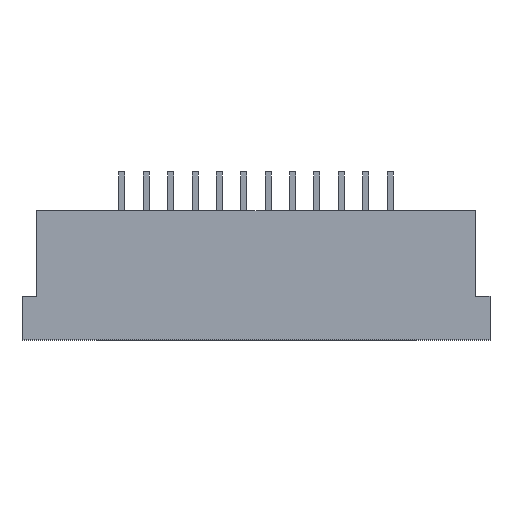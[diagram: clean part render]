
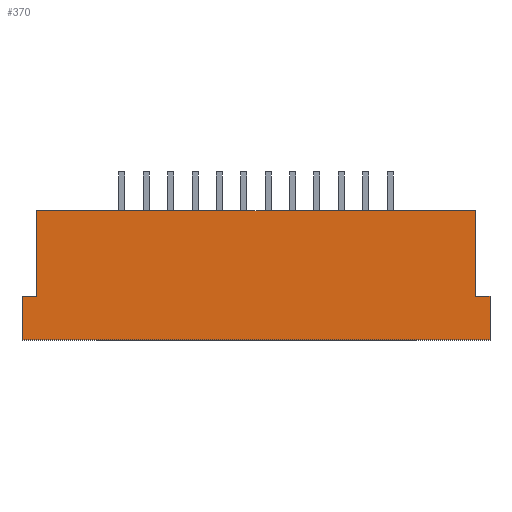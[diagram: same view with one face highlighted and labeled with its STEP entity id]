
A CAD part, top view. The second image highlights one B-rep face of the part: STEP entity #370.
In plain terms, the highlighted planar face has unit normal (0, 0, 1).
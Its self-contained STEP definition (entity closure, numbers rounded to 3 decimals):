
#32 = VERTEX_POINT('',#33);
#33 = CARTESIAN_POINT('',(-9.6,-4.3,2.5));
#39 = EDGE_CURVE('',#32,#40,#42,.T.);
#40 = VERTEX_POINT('',#41);
#41 = CARTESIAN_POINT('',(-9.6,-6.1,2.5));
#42 = LINE('',#43,#44);
#43 = CARTESIAN_POINT('',(-9.6,-0.8,2.5));
#44 = VECTOR('',#45,1.);
#45 = DIRECTION('',(0.,-1.,0.));
#317 = EDGE_CURVE('',#40,#318,#320,.T.);
#318 = VERTEX_POINT('',#319);
#319 = CARTESIAN_POINT('',(9.6,-6.1,2.5));
#320 = LINE('',#321,#322);
#321 = CARTESIAN_POINT('',(-9.6,-6.1,2.5));
#322 = VECTOR('',#323,1.);
#323 = DIRECTION('',(1.,0.,0.));
#370 = ADVANCED_FACE('',(#371),#421,.T.);
#371 = FACE_BOUND('',#372,.T.);
#372 = EDGE_LOOP('',(#373,#383,#389,#390,#391,#399,#407,#415));
#373 = ORIENTED_EDGE('',*,*,#374,.T.);
#374 = EDGE_CURVE('',#375,#377,#379,.T.);
#375 = VERTEX_POINT('',#376);
#376 = CARTESIAN_POINT('',(-9.,-0.8,2.5));
#377 = VERTEX_POINT('',#378);
#378 = CARTESIAN_POINT('',(-9.,-4.3,2.5));
#379 = LINE('',#380,#381);
#380 = CARTESIAN_POINT('',(-9.,-3.875,2.5));
#381 = VECTOR('',#382,1.);
#382 = DIRECTION('',(0.,-1.,0.));
#383 = ORIENTED_EDGE('',*,*,#384,.T.);
#384 = EDGE_CURVE('',#377,#32,#385,.T.);
#385 = LINE('',#386,#387);
#386 = CARTESIAN_POINT('',(-4.8,-4.3,2.5));
#387 = VECTOR('',#388,1.);
#388 = DIRECTION('',(-1.,0.,0.));
#389 = ORIENTED_EDGE('',*,*,#39,.T.);
#390 = ORIENTED_EDGE('',*,*,#317,.T.);
#391 = ORIENTED_EDGE('',*,*,#392,.T.);
#392 = EDGE_CURVE('',#318,#393,#395,.T.);
#393 = VERTEX_POINT('',#394);
#394 = CARTESIAN_POINT('',(9.6,-4.3,2.5));
#395 = LINE('',#396,#397);
#396 = CARTESIAN_POINT('',(9.6,-6.1,2.5));
#397 = VECTOR('',#398,1.);
#398 = DIRECTION('',(0.,1.,0.));
#399 = ORIENTED_EDGE('',*,*,#400,.F.);
#400 = EDGE_CURVE('',#401,#393,#403,.T.);
#401 = VERTEX_POINT('',#402);
#402 = CARTESIAN_POINT('',(9.,-4.3,2.5));
#403 = LINE('',#404,#405);
#404 = CARTESIAN_POINT('',(4.8,-4.3,2.5));
#405 = VECTOR('',#406,1.);
#406 = DIRECTION('',(1.,0.,0.));
#407 = ORIENTED_EDGE('',*,*,#408,.F.);
#408 = EDGE_CURVE('',#409,#401,#411,.T.);
#409 = VERTEX_POINT('',#410);
#410 = CARTESIAN_POINT('',(9.,-0.8,2.5));
#411 = LINE('',#412,#413);
#412 = CARTESIAN_POINT('',(9.,-3.875,2.5));
#413 = VECTOR('',#414,1.);
#414 = DIRECTION('',(0.,-1.,0.));
#415 = ORIENTED_EDGE('',*,*,#416,.T.);
#416 = EDGE_CURVE('',#409,#375,#417,.T.);
#417 = LINE('',#418,#419);
#418 = CARTESIAN_POINT('',(9.6,-0.8,2.5));
#419 = VECTOR('',#420,1.);
#420 = DIRECTION('',(-1.,0.,0.));
#421 = PLANE('',#422);
#422 = AXIS2_PLACEMENT_3D('',#423,#424,#425);
#423 = CARTESIAN_POINT('',(0.,-3.45,2.5));
#424 = DIRECTION('',(0.,0.,1.));
#425 = DIRECTION('',(1.,0.,0.));
